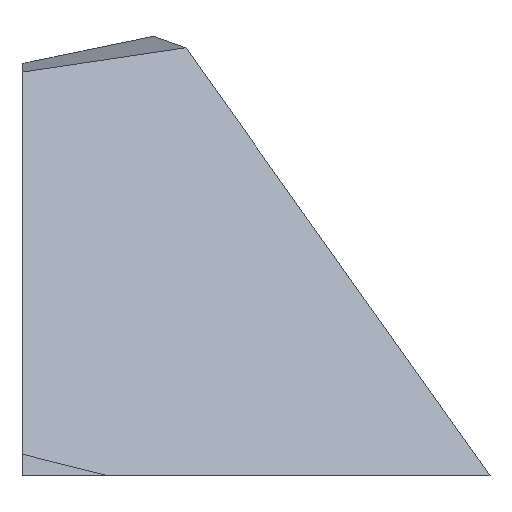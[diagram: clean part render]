
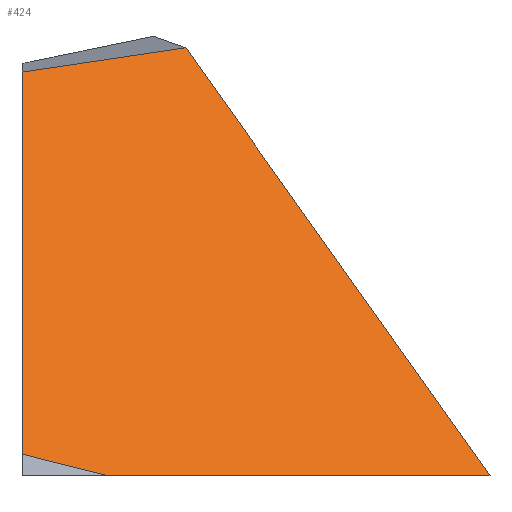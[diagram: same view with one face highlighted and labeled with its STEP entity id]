
A CAD part, left-side view. The second image highlights one B-rep face of the part: STEP entity #424.
In plain terms, the highlighted planar face has unit normal (-0.685, -0.099, 0.722).
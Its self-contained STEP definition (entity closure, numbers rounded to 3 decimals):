
#32 = PLANE('',#33);
#33 = AXIS2_PLACEMENT_3D('',#34,#35,#36);
#34 = CARTESIAN_POINT('',(0.695,0.725,0.14)
  );
#35 = DIRECTION('',(-0.248,0.885,-0.393));
#36 = DIRECTION('',(0.,0.406,0.914));
#56 = VERTEX_POINT('',#57);
#57 = CARTESIAN_POINT('',(0.338,0.563,0.));
#71 = PLANE('',#72);
#72 = AXIS2_PLACEMENT_3D('',#73,#74,#75);
#73 = CARTESIAN_POINT('',(0.611,0.819,0.));
#74 = DIRECTION('',(0.,0.,1.));
#75 = DIRECTION('',(1.,0.,-0.));
#82 = EDGE_CURVE('',#56,#83,#85,.T.);
#83 = VERTEX_POINT('',#84);
#84 = CARTESIAN_POINT('',(0.718,0.847,0.4)
  );
#85 = SURFACE_CURVE('',#86,(#90,#97),.PCURVE_S1.);
#86 = LINE('',#87,#88);
#87 = CARTESIAN_POINT('',(0.338,0.563,0.));
#88 = VECTOR('',#89,1.);
#89 = DIRECTION('',(0.613,0.458,0.644));
#90 = PCURVE('',#32,#91);
#91 = DEFINITIONAL_REPRESENTATION('',(#92),#96);
#92 = LINE('',#93,#94);
#93 = CARTESIAN_POINT('',(-0.194,-0.369));
#94 = VECTOR('',#95,1.);
#95 = DIRECTION('',(0.774,0.633));
#96 = ( GEOMETRIC_REPRESENTATION_CONTEXT(2) 
PARAMETRIC_REPRESENTATION_CONTEXT() REPRESENTATION_CONTEXT('2D SPACE',''
  ) );
#97 = PCURVE('',#98,#103);
#98 = PLANE('',#99);
#99 = AXIS2_PLACEMENT_3D('',#100,#101,#102);
#100 = CARTESIAN_POINT('',(0.474,0.832,0.167)
  );
#101 = DIRECTION('',(0.685,0.099,-0.722)
  );
#102 = DIRECTION('',(-0.725,0.,-0.688));
#103 = DEFINITIONAL_REPRESENTATION('',(#104),#107);
#104 = B_SPLINE_CURVE_WITH_KNOTS('',1,(#105,#106),.UNSPECIFIED.,.F.,.F.,
  (2,2),(0.,0.621),.PIECEWISE_BEZIER_KNOTS.);
#105 = CARTESIAN_POINT('',(0.214,-0.271));
#106 = CARTESIAN_POINT('',(-0.337,0.014));
#107 = ( GEOMETRIC_REPRESENTATION_CONTEXT(2) 
PARAMETRIC_REPRESENTATION_CONTEXT() REPRESENTATION_CONTEXT('2D SPACE',''
  ) );
#125 = PLANE('',#126);
#126 = AXIS2_PLACEMENT_3D('',#127,#128,#129);
#127 = CARTESIAN_POINT('',(0.733,0.924,0.394));
#128 = DIRECTION('',(0.151,-0.1,-0.983));
#129 = DIRECTION('',(-0.988,0.,-0.152)
  );
#224 = PLANE('',#225);
#225 = AXIS2_PLACEMENT_3D('',#226,#227,#228);
#226 = CARTESIAN_POINT('',(0.616,1.,0.125));
#227 = DIRECTION('',(-0.,-1.,-0.));
#228 = DIRECTION('',(0.,0.,-1.));
#236 = VERTEX_POINT('',#237);
#237 = CARTESIAN_POINT('',(0.286,0.92,0.));
#251 = PLANE('',#252);
#252 = AXIS2_PLACEMENT_3D('',#253,#254,#255);
#253 = CARTESIAN_POINT('',(0.289,0.965,
    0.006));
#254 = DIRECTION('',(0.883,0.011,-0.468)
  );
#255 = DIRECTION('',(0.468,0.,0.883));
#262 = EDGE_CURVE('',#236,#56,#263,.T.);
#263 = SURFACE_CURVE('',#264,(#268,#275),.PCURVE_S1.);
#264 = LINE('',#265,#266);
#265 = CARTESIAN_POINT('',(0.286,0.92,0.));
#266 = VECTOR('',#267,1.);
#267 = DIRECTION('',(0.143,-0.99,0.));
#268 = PCURVE('',#71,#269);
#269 = DEFINITIONAL_REPRESENTATION('',(#270),#274);
#270 = LINE('',#271,#272);
#271 = CARTESIAN_POINT('',(-0.324,0.101));
#272 = VECTOR('',#273,1.);
#273 = DIRECTION('',(0.143,-0.99));
#274 = ( GEOMETRIC_REPRESENTATION_CONTEXT(2) 
PARAMETRIC_REPRESENTATION_CONTEXT() REPRESENTATION_CONTEXT('2D SPACE',''
  ) );
#275 = PCURVE('',#98,#276);
#276 = DEFINITIONAL_REPRESENTATION('',(#277),#280);
#277 = B_SPLINE_CURVE_WITH_KNOTS('',1,(#278,#279),.UNSPECIFIED.,.F.,.F.,
  (2,2),(0.,0.361),.PIECEWISE_BEZIER_KNOTS.);
#278 = CARTESIAN_POINT('',(0.251,0.088));
#279 = CARTESIAN_POINT('',(0.214,-0.271));
#280 = ( GEOMETRIC_REPRESENTATION_CONTEXT(2) 
PARAMETRIC_REPRESENTATION_CONTEXT() REPRESENTATION_CONTEXT('2D SPACE',''
  ) );
#361 = VERTEX_POINT('',#362);
#362 = CARTESIAN_POINT('',(0.672,1.,0.377));
#382 = EDGE_CURVE('',#361,#383,#385,.T.);
#383 = VERTEX_POINT('',#384);
#384 = CARTESIAN_POINT('',(0.296,1.,0.02));
#385 = SURFACE_CURVE('',#386,(#390,#397),.PCURVE_S1.);
#386 = LINE('',#387,#388);
#387 = CARTESIAN_POINT('',(0.672,1.,0.377));
#388 = VECTOR('',#389,1.);
#389 = DIRECTION('',(-0.725,0.,-0.688));
#390 = PCURVE('',#224,#391);
#391 = DEFINITIONAL_REPRESENTATION('',(#392),#396);
#392 = LINE('',#393,#394);
#393 = CARTESIAN_POINT('',(-0.252,0.056));
#394 = VECTOR('',#395,1.);
#395 = DIRECTION('',(0.688,-0.725));
#396 = ( GEOMETRIC_REPRESENTATION_CONTEXT(2) 
PARAMETRIC_REPRESENTATION_CONTEXT() REPRESENTATION_CONTEXT('2D SPACE',''
  ) );
#397 = PCURVE('',#98,#398);
#398 = DEFINITIONAL_REPRESENTATION('',(#399),#402);
#399 = B_SPLINE_CURVE_WITH_KNOTS('',1,(#400,#401),.UNSPECIFIED.,.F.,.F.,
  (2,2),(0.,0.519),.PIECEWISE_BEZIER_KNOTS.);
#400 = CARTESIAN_POINT('',(-0.288,0.168));
#401 = CARTESIAN_POINT('',(0.23,0.168));
#402 = ( GEOMETRIC_REPRESENTATION_CONTEXT(2) 
PARAMETRIC_REPRESENTATION_CONTEXT() REPRESENTATION_CONTEXT('2D SPACE',''
  ) );
#424 = ADVANCED_FACE('',(#425),#98,.F.);
#425 = FACE_BOUND('',#426,.F.);
#426 = EDGE_LOOP('',(#427,#428,#429,#449,#450));
#427 = ORIENTED_EDGE('',*,*,#82,.F.);
#428 = ORIENTED_EDGE('',*,*,#262,.F.);
#429 = ORIENTED_EDGE('',*,*,#430,.T.);
#430 = EDGE_CURVE('',#236,#383,#431,.T.);
#431 = SURFACE_CURVE('',#432,(#436,#443),.PCURVE_S1.);
#432 = LINE('',#433,#434);
#433 = CARTESIAN_POINT('',(0.286,0.92,0.));
#434 = VECTOR('',#435,1.);
#435 = DIRECTION('',(0.117,0.963,0.243));
#436 = PCURVE('',#98,#437);
#437 = DEFINITIONAL_REPRESENTATION('',(#438),#442);
#438 = LINE('',#439,#440);
#439 = CARTESIAN_POINT('',(0.251,0.088));
#440 = VECTOR('',#441,1.);
#441 = DIRECTION('',(-0.252,0.968));
#442 = ( GEOMETRIC_REPRESENTATION_CONTEXT(2) 
PARAMETRIC_REPRESENTATION_CONTEXT() REPRESENTATION_CONTEXT('2D SPACE',''
  ) );
#443 = PCURVE('',#251,#444);
#444 = DEFINITIONAL_REPRESENTATION('',(#445),#448);
#445 = B_SPLINE_CURVE_WITH_KNOTS('',1,(#446,#447),.UNSPECIFIED.,.F.,.F.,
  (2,2),(0.,0.083),.PIECEWISE_BEZIER_KNOTS.);
#446 = CARTESIAN_POINT('',(-0.006,0.045));
#447 = CARTESIAN_POINT('',(0.016,-0.035));
#448 = ( GEOMETRIC_REPRESENTATION_CONTEXT(2) 
PARAMETRIC_REPRESENTATION_CONTEXT() REPRESENTATION_CONTEXT('2D SPACE',''
  ) );
#449 = ORIENTED_EDGE('',*,*,#382,.F.);
#450 = ORIENTED_EDGE('',*,*,#451,.T.);
#451 = EDGE_CURVE('',#361,#83,#452,.T.);
#452 = SURFACE_CURVE('',#453,(#457,#464),.PCURVE_S1.);
#453 = LINE('',#454,#455);
#454 = CARTESIAN_POINT('',(0.672,1.,0.377));
#455 = VECTOR('',#456,1.);
#456 = DIRECTION('',(0.285,-0.948,0.141));
#457 = PCURVE('',#98,#458);
#458 = DEFINITIONAL_REPRESENTATION('',(#459),#463);
#459 = LINE('',#460,#461);
#460 = CARTESIAN_POINT('',(-0.288,0.168));
#461 = VECTOR('',#462,1.);
#462 = DIRECTION('',(-0.303,-0.953));
#463 = ( GEOMETRIC_REPRESENTATION_CONTEXT(2) 
PARAMETRIC_REPRESENTATION_CONTEXT() REPRESENTATION_CONTEXT('2D SPACE',''
  ) );
#464 = PCURVE('',#125,#465);
#465 = DEFINITIONAL_REPRESENTATION('',(#466),#469);
#466 = B_SPLINE_CURVE_WITH_KNOTS('',1,(#467,#468),.UNSPECIFIED.,.F.,.F.,
  (2,2),(0.,0.161),.PIECEWISE_BEZIER_KNOTS.);
#467 = CARTESIAN_POINT('',(0.063,0.076));
#468 = CARTESIAN_POINT('',(0.014,-0.078));
#469 = ( GEOMETRIC_REPRESENTATION_CONTEXT(2) 
PARAMETRIC_REPRESENTATION_CONTEXT() REPRESENTATION_CONTEXT('2D SPACE',''
  ) );
